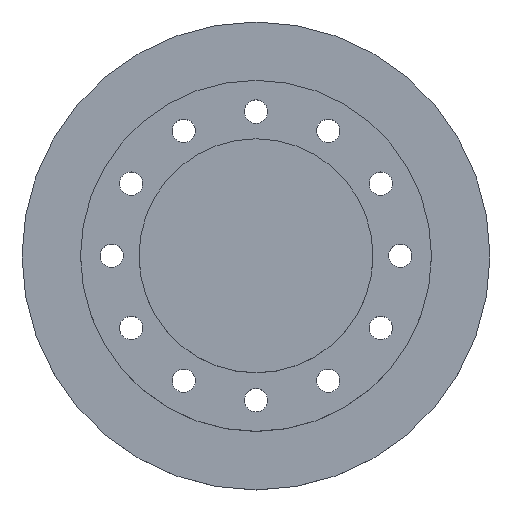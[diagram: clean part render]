
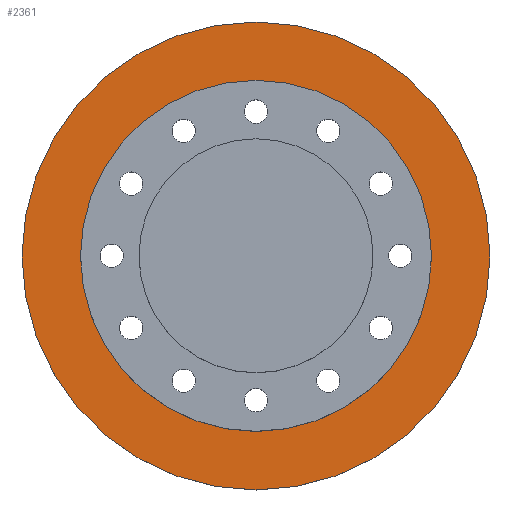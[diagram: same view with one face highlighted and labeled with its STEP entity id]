
A CAD part, top view. The second image highlights one B-rep face of the part: STEP entity #2361.
In plain terms, the highlighted planar face has unit normal (0, 0, 1).
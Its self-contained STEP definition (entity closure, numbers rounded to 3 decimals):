
#122 = EDGE_CURVE ( 'NONE', #2134, #1557, #938, .T. ) ;
#182 = ORIENTED_EDGE ( 'NONE', *, *, #122, .F. ) ;
#261 = CARTESIAN_POINT ( 'NONE',  ( 0., 0., 3. ) ) ;
#265 = EDGE_LOOP ( 'NONE', ( #1011, #3499 ) ) ;
#305 = EDGE_CURVE ( 'NONE', #3534, #2991, #2205, .T. ) ;
#334 = CIRCLE ( 'NONE', #2095, 30. ) ;
#406 = DIRECTION ( 'NONE',  ( 0., 0., -1. ) ) ;
#511 = AXIS2_PLACEMENT_3D ( 'NONE', #261, #3685, #3136 ) ;
#607 = CARTESIAN_POINT ( 'NONE',  ( 0., 0., 3. ) ) ;
#659 = CARTESIAN_POINT ( 'NONE',  ( 0., 0., 3. ) ) ;
#664 = PLANE ( 'NONE',  #1860 ) ;
#912 = FACE_BOUND ( 'NONE', #265, .T. ) ;
#938 = CIRCLE ( 'NONE', #3059, 30. ) ;
#1011 = ORIENTED_EDGE ( 'NONE', *, *, #305, .T. ) ;
#1040 = DIRECTION ( 'NONE',  ( -1., 0., 0. ) ) ;
#1323 = EDGE_LOOP ( 'NONE', ( #182, #1748 ) ) ;
#1557 = VERTEX_POINT ( 'NONE', #3219 ) ;
#1637 = CARTESIAN_POINT ( 'NONE',  ( -30., 0., 3. ) ) ;
#1643 = DIRECTION ( 'NONE',  ( 0., 0., -1. ) ) ;
#1724 = AXIS2_PLACEMENT_3D ( 'NONE', #3282, #3545, #2678 ) ;
#1748 = ORIENTED_EDGE ( 'NONE', *, *, #1904, .F. ) ;
#1777 = DIRECTION ( 'NONE',  ( -1., 0., 0. ) ) ;
#1860 = AXIS2_PLACEMENT_3D ( 'NONE', #607, #406, #1777 ) ;
#1904 = EDGE_CURVE ( 'NONE', #1557, #2134, #334, .T. ) ;
#1981 = CARTESIAN_POINT ( 'NONE',  ( -22.5, 0., 3. ) ) ;
#2068 = FACE_OUTER_BOUND ( 'NONE', #1323, .T. ) ;
#2095 = AXIS2_PLACEMENT_3D ( 'NONE', #659, #2126, #3289 ) ;
#2126 = DIRECTION ( 'NONE',  ( 0., 0., -1. ) ) ;
#2134 = VERTEX_POINT ( 'NONE', #1637 ) ;
#2170 = EDGE_CURVE ( 'NONE', #2991, #3534, #3362, .T. ) ;
#2205 = CIRCLE ( 'NONE', #511, 22.5 ) ;
#2361 = ADVANCED_FACE ( 'NONE', ( #912, #2068 ), #664, .F. ) ;
#2489 = CARTESIAN_POINT ( 'NONE',  ( 0., 0., 3. ) ) ;
#2678 = DIRECTION ( 'NONE',  ( -1., 0., 0. ) ) ;
#2961 = CARTESIAN_POINT ( 'NONE',  ( 22.5, 0., 3. ) ) ;
#2991 = VERTEX_POINT ( 'NONE', #2961 ) ;
#3059 = AXIS2_PLACEMENT_3D ( 'NONE', #2489, #1643, #1040 ) ;
#3136 = DIRECTION ( 'NONE',  ( -1., 0., 0. ) ) ;
#3219 = CARTESIAN_POINT ( 'NONE',  ( 30., 0., 3. ) ) ;
#3282 = CARTESIAN_POINT ( 'NONE',  ( 0., 0., 3. ) ) ;
#3289 = DIRECTION ( 'NONE',  ( -1., 0., 0. ) ) ;
#3362 = CIRCLE ( 'NONE', #1724, 22.5 ) ;
#3499 = ORIENTED_EDGE ( 'NONE', *, *, #2170, .T. ) ;
#3534 = VERTEX_POINT ( 'NONE', #1981 ) ;
#3545 = DIRECTION ( 'NONE',  ( 0., 0., -1. ) ) ;
#3685 = DIRECTION ( 'NONE',  ( 0., 0., -1. ) ) ;
